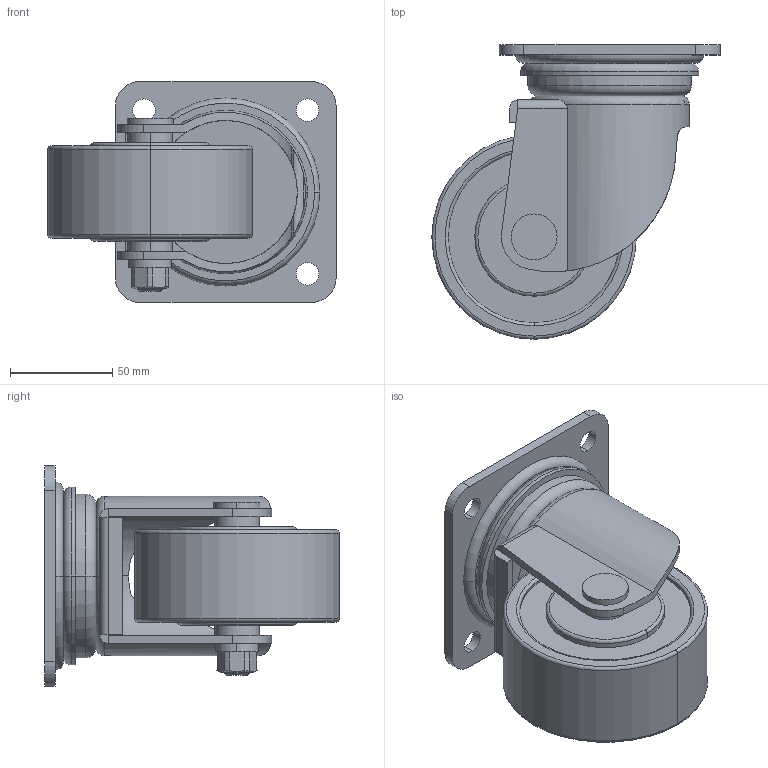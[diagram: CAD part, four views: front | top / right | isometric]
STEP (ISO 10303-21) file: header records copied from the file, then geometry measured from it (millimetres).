
FILE_DESCRIPTION (( 'STEP AP203' ), '1' );
FILE_NAME ('K-507Y-100.STEP', '2009-08-05T05:53:19', ( ' ' ), ( ' ' ), 'SwSTEP 2.0', 'SolidWorks 2007', '' );
FILE_SCHEMA (( 'CONFIG_CONTROL_DESIGN' ));
Length unit declared in the file: millimetre
Products named in the file (1): K-507Y-100
Bounding box: 141 x 144 x 108 mm (x, y, z)
Volume: 581209.8 mm3; surface area: 96933.7 mm2
Topology: 1 solids, 1 shells, 122 faces, 293 edges, 186 vertices
Faces by surface type: cylinder 55, plane 43, torus 22, cone 2
Entity records: 3987 total; most frequent: CARTESIAN_POINT 952, DIRECTION 670, ORIENTED_EDGE 586, EDGE_CURVE 293, AXIS2_PLACEMENT_3D 278, VERTEX_POINT 186, CIRCLE 155, EDGE_LOOP 147
